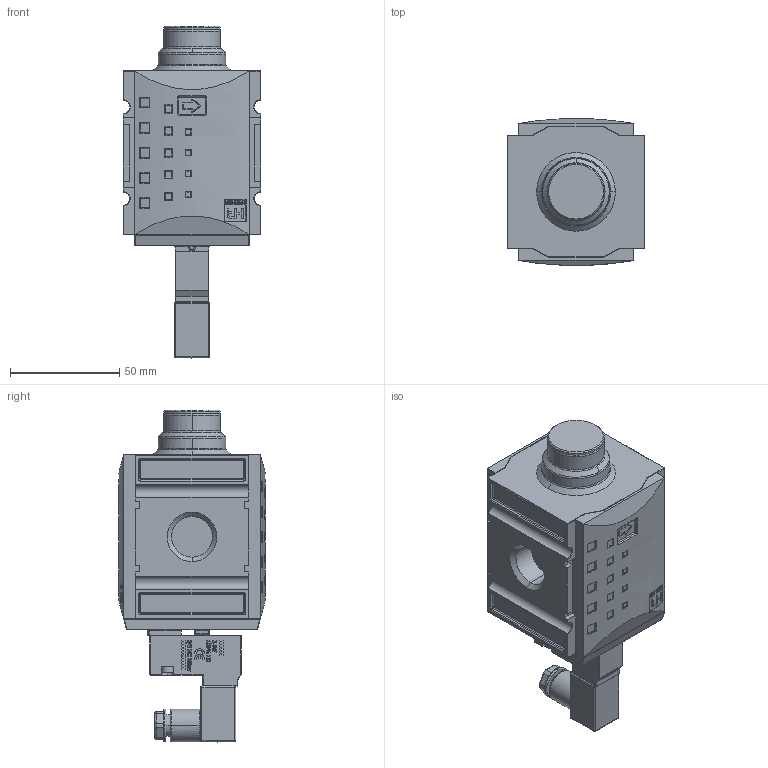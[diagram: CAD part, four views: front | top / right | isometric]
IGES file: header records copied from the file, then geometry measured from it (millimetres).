
Start section: SolidWorks IGES file using analytic representation for surfaces
Global section: file name: KSOV-212.IGS; native system: SolidWorks 2013; preprocessor: SolidWorks 2013; author: technolog; date: 140113.094425; units: millimetre
Bounding box: 63 x 67.13 x 151.87 mm (x, y, z)
Surface area: 64632.9 mm2 (no closed solid volume)
Topology: 0 solids, 10 shells, 2024 faces, 11304 edges, 14186 vertices
Faces by surface type: plane 1061, revolution 607, bspline 356
